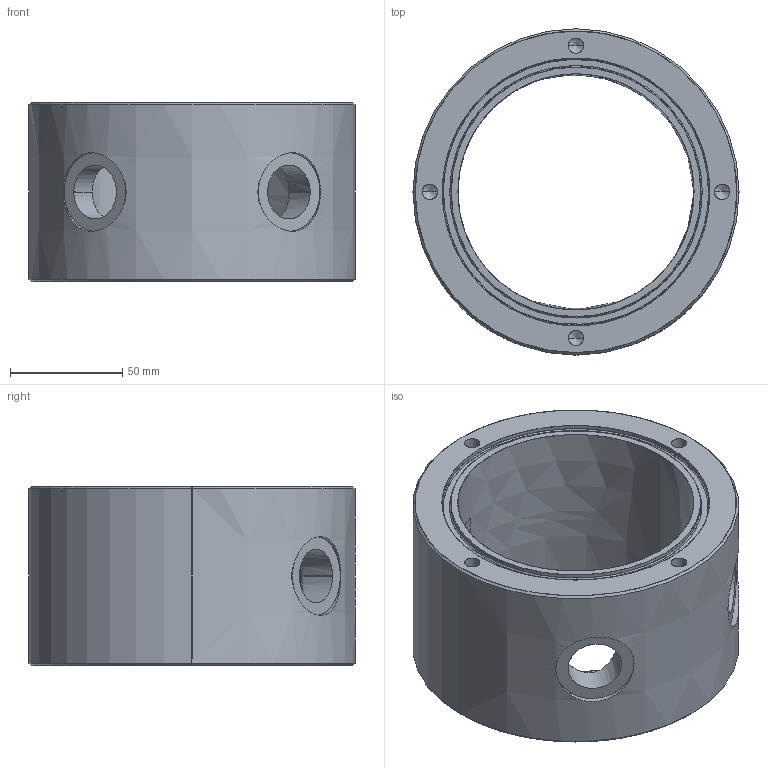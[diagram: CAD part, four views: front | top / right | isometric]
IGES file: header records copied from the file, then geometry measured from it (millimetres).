
Start section: SolidWorks IGES file using analytic representation for surfaces
Global section: file name: Stator 3.IGS; native system: SolidWorks 2007; preprocessor: SolidWorks 2007; author: roger; date: 141113.185235; units: millimetre
Bounding box: 145 x 145 x 79.7 mm (x, y, z)
Surface area: 87282.6 mm2 (no closed solid volume)
Topology: 0 solids, 0 shells, 81 faces, 2095 edges, 2079 vertices
Faces by surface type: revolution 61, bspline 20
